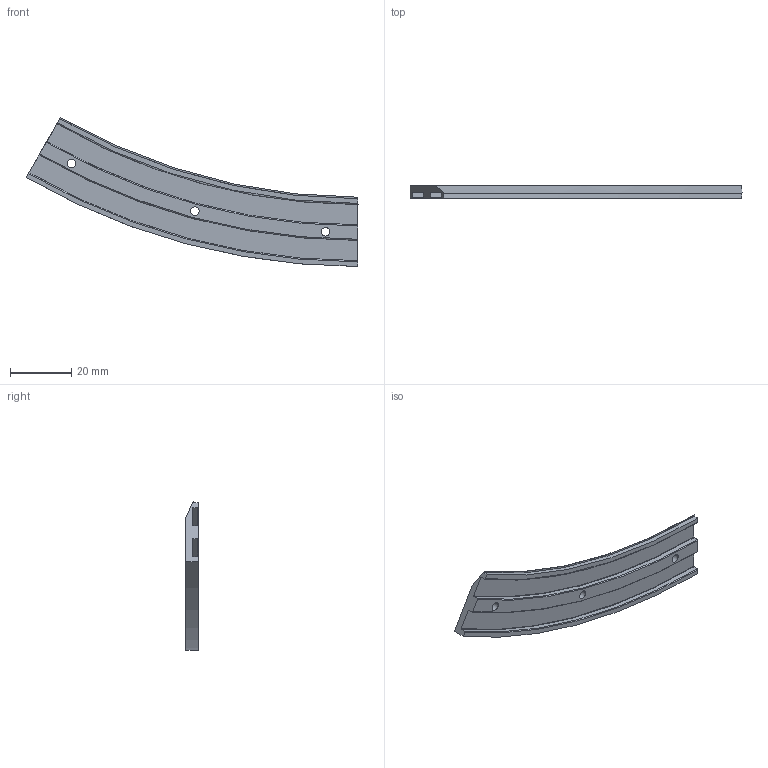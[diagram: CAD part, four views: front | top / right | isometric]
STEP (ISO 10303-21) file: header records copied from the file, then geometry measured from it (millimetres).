
FILE_DESCRIPTION (( 'STEP AP203' ), '1' );
FILE_NAME ('D2400322-AOS-SSTL_FROSTI_Heater_Upper_Central_Segment.STEP', '2025-03-10T20:39:55', ( '' ), ( '' ), 'SwSTEP 2.0', 'SolidWorks 2023', '' );
FILE_SCHEMA (( 'CONFIG_CONTROL_DESIGN' ));
Length unit declared in the file: inch
Products named in the file (1): D2400322-AOS-SSTL_FROSTI_Heater_Upper_Central_Segment
Bounding box: 108.37 x 4.06 x 48.64 mm (x, y, z)
Volume: 6123.6 mm3; surface area: 6489.3 mm2
Topology: 1 solids, 1 shells, 37 faces, 101 edges, 66 vertices
Faces by surface type: cylinder 19, plane 9, torus 8, cone 1
Entity records: 1357 total; most frequent: CARTESIAN_POINT 341, ORIENTED_EDGE 202, DIRECTION 188, EDGE_CURVE 101, AXIS2_PLACEMENT_3D 73, VERTEX_POINT 66, EDGE_LOOP 43, VECTOR 42
